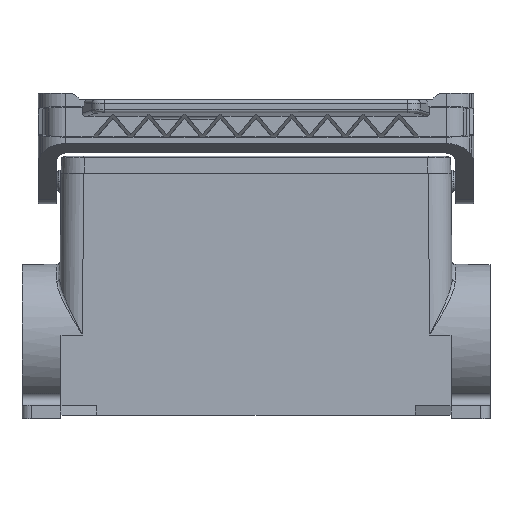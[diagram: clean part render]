
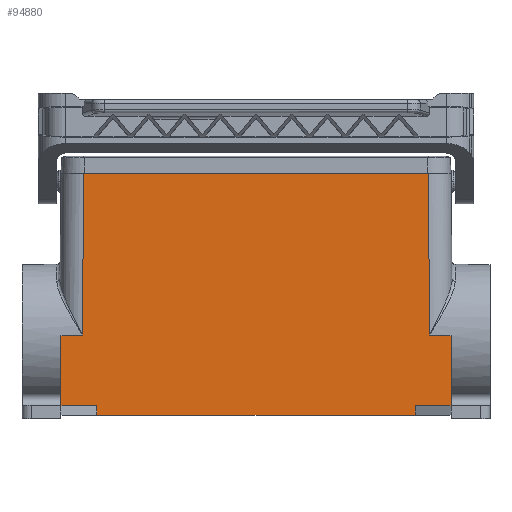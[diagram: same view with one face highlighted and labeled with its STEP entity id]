
A CAD part, front view. The second image highlights one B-rep face of the part: STEP entity #94880.
In plain terms, the highlighted face is planar.
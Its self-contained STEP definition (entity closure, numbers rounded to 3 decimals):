
#600=CARTESIAN_POINT('',(113.319,61.705,74.5));
#610=VERTEX_POINT('',#600);
#1450=CARTESIAN_POINT('',(7.318,61.705,74.5));
#1460=VERTEX_POINT('',#1450);
#1490=CARTESIAN_POINT('',(120.637,61.705,74.5));
#1500=DIRECTION('',(1.,0.,0.));
#1510=VECTOR('',#1500,1.);
#1520=LINE('',#1490,#1510);
#1530=EDGE_CURVE('',#1460,#610,#1520,.T.);
#42830=CARTESIAN_POINT('',(120.319,62.329,3.)
);
#42840=VERTEX_POINT('',#42830);
#42870=CARTESIAN_POINT('',(0.,62.329,3.));
#42880=DIRECTION('',(-1.,0.,0.));
#42890=VECTOR('',#42880,1.);
#42900=LINE('',#42870,#42890);
#42910=CARTESIAN_POINT('',(109.275,62.329,
3.));
#42920=VERTEX_POINT('',#42910);
#42930=EDGE_CURVE('',#42840,#42920,#42900,.T.);
#58490=CARTESIAN_POINT('',(113.754,62.14,
24.691));
#58500=VERTEX_POINT('',#58490);
#59790=CARTESIAN_POINT('',(113.968,62.355,
0.061));
#59800=DIRECTION('',(-0.009,-0.009,
1.));
#59810=VECTOR('',#59800,1.);
#59820=LINE('',#59790,#59810);
#59830=EDGE_CURVE('',#58500,#610,#59820,.T.);
#69600=CARTESIAN_POINT('',(6.884,62.14,
24.691));
#69610=VERTEX_POINT('',#69600);
#69640=CARTESIAN_POINT('',(6.669,62.355,
0.061));
#69650=DIRECTION('',(0.009,-0.009,
1.));
#69660=VECTOR('',#69650,1.);
#69670=LINE('',#69640,#69660);
#69680=EDGE_CURVE('',#69610,#1460,#69670,.T.);
#70520=CARTESIAN_POINT('',(109.32,62.355,
0.));
#70530=VERTEX_POINT('',#70520);
#70580=CARTESIAN_POINT('',(109.32,62.355,0.));
#70590=DIRECTION('',(0.015,0.009,
-1.));
#70600=VECTOR('',#70590,1.);
#70610=LINE('',#70580,#70600);
#70620=EDGE_CURVE('',#42920,#70530,#70610,.T.);
#71880=CARTESIAN_POINT('',(11.317,62.355,
0.));
#71890=VERTEX_POINT('',#71880);
#73160=CARTESIAN_POINT('',(0.,62.355,0.));
#73170=DIRECTION('',(1.,0.,0.));
#73180=VECTOR('',#73170,1.);
#73190=LINE('',#73160,#73180);
#73200=EDGE_CURVE('',#71890,#70530,#73190,.T.);
#84700=CARTESIAN_POINT('',(6.882,62.141,24.5));
#84710=VERTEX_POINT('',#84700);
#84720=EDGE_CURVE('',#84710,#69610,#69670,.T.);
#88620=CARTESIAN_POINT('',(120.319,62.141,24.5));
#88630=VERTEX_POINT('',#88620);
#88660=CARTESIAN_POINT('',(120.319,62.355,0.));
#88670=DIRECTION('',(0.,0.009,-1.));
#88680=VECTOR('',#88670,1.);
#88690=LINE('',#88660,#88680);
#88700=EDGE_CURVE('',#88630,#42840,#88690,.T.);
#92700=CARTESIAN_POINT('',(113.755,62.141,24.5));
#92710=VERTEX_POINT('',#92700);
#92740=CARTESIAN_POINT('',(0.,62.141,24.5));
#92750=DIRECTION('',(1.,0.,0.));
#92760=VECTOR('',#92750,1.);
#92770=LINE('',#92740,#92760);
#92780=EDGE_CURVE('',#92710,#88630,#92770,.T.);
#94400=CARTESIAN_POINT('',(120.319,62.355,
0.003));
#94410=DIRECTION('',(-0.,-1.,-0.009));
#94420=DIRECTION('',(-1.,0.,0.));
#94430=AXIS2_PLACEMENT_3D('',#94400,#94410,#94420);
#94440=PLANE('',#94430);
#94450=ORIENTED_EDGE('',*,*,#92780,.T.);
#94460=EDGE_CURVE('',#92710,#58500,#59820,.T.);
#94470=ORIENTED_EDGE('',*,*,#94460,.F.);
#94480=ORIENTED_EDGE('',*,*,#59830,.F.);
#94490=ORIENTED_EDGE('',*,*,#1530,.T.);
#94500=ORIENTED_EDGE('',*,*,#69680,.T.);
#94510=ORIENTED_EDGE('',*,*,#84720,.T.);
#94520=CARTESIAN_POINT('',(0.,62.141,24.5));
#94530=DIRECTION('',(-1.,0.,0.));
#94540=VECTOR('',#94530,1.);
#94550=LINE('',#94520,#94540);
#94560=CARTESIAN_POINT('',(0.319,62.141,24.5));
#94570=VERTEX_POINT('',#94560);
#94580=EDGE_CURVE('',#84710,#94570,#94550,.T.);
#94590=ORIENTED_EDGE('',*,*,#94580,.F.);
#94600=CARTESIAN_POINT('',(0.319,62.355,0.));
#94610=DIRECTION('',(0.,0.009,-1.));
#94620=VECTOR('',#94610,1.);
#94630=LINE('',#94600,#94620);
#94640=CARTESIAN_POINT('',(0.319,62.329,
3.));
#94650=VERTEX_POINT('',#94640);
#94660=EDGE_CURVE('',#94570,#94650,#94630,.T.);
#94670=ORIENTED_EDGE('',*,*,#94660,.F.);
#94680=CARTESIAN_POINT('',(0.,62.329,3.));
#94690=DIRECTION('',(1.,0.,0.));
#94700=VECTOR('',#94690,1.);
#94710=LINE('',#94680,#94700);
#94720=CARTESIAN_POINT('',(11.362,62.329,
3.));
#94730=VERTEX_POINT('',#94720);
#94740=EDGE_CURVE('',#94650,#94730,#94710,.T.);
#94750=ORIENTED_EDGE('',*,*,#94740,.F.);
#94760=CARTESIAN_POINT('',(11.317,62.355,
0.));
#94770=DIRECTION('',(-0.015,0.009,
-1.));
#94780=VECTOR('',#94770,1.);
#94790=LINE('',#94760,#94780);
#94800=EDGE_CURVE('',#94730,#71890,#94790,.T.);
#94810=ORIENTED_EDGE('',*,*,#94800,.F.);
#94820=ORIENTED_EDGE('',*,*,#73200,.F.);
#94830=ORIENTED_EDGE('',*,*,#70620,.T.);
#94840=ORIENTED_EDGE('',*,*,#42930,.T.);
#94850=ORIENTED_EDGE('',*,*,#88700,.T.);
#94860=EDGE_LOOP('',(#94850,#94840,#94830,#94820,#94810,#94750,#94670,
#94590,#94510,#94500,#94490,#94480,#94470,#94450));
#94870=FACE_OUTER_BOUND('',#94860,.T.);
#94880=ADVANCED_FACE('',(#94870),#94440,.F.);
